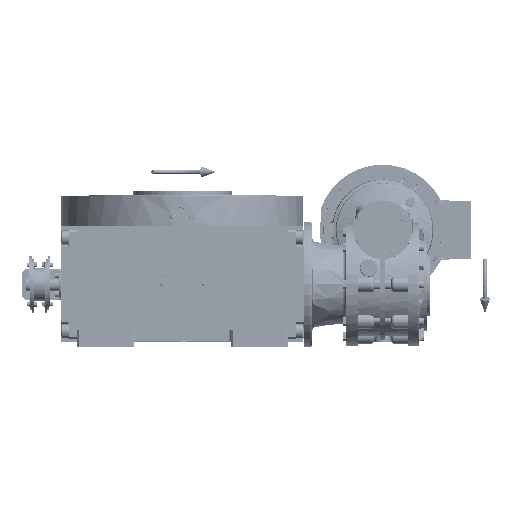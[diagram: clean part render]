
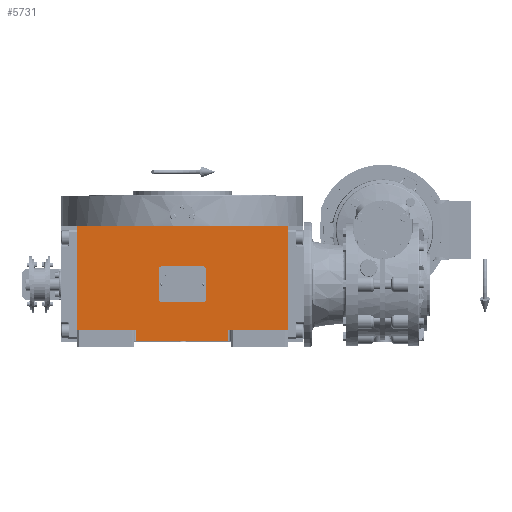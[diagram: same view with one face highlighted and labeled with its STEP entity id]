
A CAD part, top view. The second image highlights one B-rep face of the part: STEP entity #5731.
In plain terms, the highlighted planar face has unit normal (0, 0, 1).
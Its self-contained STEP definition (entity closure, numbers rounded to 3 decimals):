
#264 = CARTESIAN_POINT ( 'NONE',  ( 59., -59., 226. ) ) ;
#1151 = ORIENTED_EDGE ( 'NONE', *, *, #52744, .F. ) ;
#5731 = ADVANCED_FACE ( 'NONE', ( #51945 ), #135304, .T. ) ;
#9121 = EDGE_CURVE ( 'NONE', #104434, #119013, #162817, .T. ) ;
#11955 = EDGE_CURVE ( 'NONE', #22821, #170061, #82713, .T. ) ;
#16849 = VERTEX_POINT ( 'NONE', #108835 ) ;
#18181 = AXIS2_PLACEMENT_3D ( 'NONE', #65711, #162823, #91427 ) ;
#18558 = CARTESIAN_POINT ( 'NONE',  ( 135., -59., 226. ) ) ;
#18744 = CARTESIAN_POINT ( 'NONE',  ( -59., -73., 226. ) ) ;
#20444 = CARTESIAN_POINT ( 'NONE',  ( 135., 75., 226. ) ) ;
#21889 = CARTESIAN_POINT ( 'NONE',  ( 135., -59., 226. ) ) ;
#22821 = VERTEX_POINT ( 'NONE', #82485 ) ;
#28708 = ORIENTED_EDGE ( 'NONE', *, *, #143181, .F. ) ;
#33427 = EDGE_CURVE ( 'NONE', #22821, #148285, #167287, .T. ) ;
#33829 = EDGE_LOOP ( 'NONE', ( #155587, #121600, #125516, #40002, #28708, #1151, #112577, #130531 ) ) ;
#37522 = VECTOR ( 'NONE', #77492, 1000. ) ;
#38305 = VECTOR ( 'NONE', #111167, 1000. ) ;
#40002 = ORIENTED_EDGE ( 'NONE', *, *, #49252, .T. ) ;
#46942 = VERTEX_POINT ( 'NONE', #81279 ) ;
#47915 = LINE ( 'NONE', #173480, #125074 ) ;
#48008 = LINE ( 'NONE', #18744, #104567 ) ;
#49252 = EDGE_CURVE ( 'NONE', #148285, #122143, #144031, .T. ) ;
#51945 = FACE_OUTER_BOUND ( 'NONE', #33829, .T. ) ;
#52744 = EDGE_CURVE ( 'NONE', #104434, #46942, #47915, .T. ) ;
#52769 = CARTESIAN_POINT ( 'NONE',  ( -59., -59., 226. ) ) ;
#60764 = DIRECTION ( 'NONE',  ( 0., 1., 0. ) ) ;
#63007 = DIRECTION ( 'NONE',  ( 1., 0., 0. ) ) ;
#65711 = CARTESIAN_POINT ( 'NONE',  ( -135., -73., 226. ) ) ;
#73245 = CARTESIAN_POINT ( 'NONE',  ( -59., -73., 226. ) ) ;
#75703 = CARTESIAN_POINT ( 'NONE',  ( -135., 75., 226. ) ) ;
#77492 = DIRECTION ( 'NONE',  ( 1., 0., 0. ) ) ;
#81279 = CARTESIAN_POINT ( 'NONE',  ( -135., 75., 226. ) ) ;
#82485 = CARTESIAN_POINT ( 'NONE',  ( 59., -59., 226. ) ) ;
#82713 = LINE ( 'NONE', #264, #38305 ) ;
#83617 = VECTOR ( 'NONE', #116597, 1000. ) ;
#86237 = CARTESIAN_POINT ( 'NONE',  ( -135., -59., 226. ) ) ;
#91427 = DIRECTION ( 'NONE',  ( 1., 0., 0. ) ) ;
#93781 = VECTOR ( 'NONE', #150775, 1000. ) ;
#96418 = EDGE_CURVE ( 'NONE', #16849, #170061, #48008, .T. ) ;
#100778 = LINE ( 'NONE', #73245, #104707 ) ;
#103056 = DIRECTION ( 'NONE',  ( 1., 0., 0. ) ) ;
#104434 = VERTEX_POINT ( 'NONE', #86237 ) ;
#104567 = VECTOR ( 'NONE', #103056, 1000. ) ;
#104707 = VECTOR ( 'NONE', #129120, 1000. ) ;
#108835 = CARTESIAN_POINT ( 'NONE',  ( -59., -73., 226. ) ) ;
#111167 = DIRECTION ( 'NONE',  ( 0., -1., 0. ) ) ;
#112577 = ORIENTED_EDGE ( 'NONE', *, *, #9121, .T. ) ;
#116597 = DIRECTION ( 'NONE',  ( 0., 1., 0. ) ) ;
#119013 = VERTEX_POINT ( 'NONE', #52769 ) ;
#119640 = LINE ( 'NONE', #75703, #37522 ) ;
#120706 = CARTESIAN_POINT ( 'NONE',  ( -135., -59., 226. ) ) ;
#121600 = ORIENTED_EDGE ( 'NONE', *, *, #11955, .F. ) ;
#122143 = VERTEX_POINT ( 'NONE', #20444 ) ;
#125074 = VECTOR ( 'NONE', #60764, 1000. ) ;
#125516 = ORIENTED_EDGE ( 'NONE', *, *, #33427, .T. ) ;
#129120 = DIRECTION ( 'NONE',  ( 0., 1., 0. ) ) ;
#130531 = ORIENTED_EDGE ( 'NONE', *, *, #131989, .F. ) ;
#131989 = EDGE_CURVE ( 'NONE', #16849, #119013, #100778, .T. ) ;
#135304 = PLANE ( 'NONE',  #18181 ) ;
#143181 = EDGE_CURVE ( 'NONE', #46942, #122143, #119640, .T. ) ;
#143737 = VECTOR ( 'NONE', #63007, 1000. ) ;
#144031 = LINE ( 'NONE', #18558, #83617 ) ;
#148285 = VERTEX_POINT ( 'NONE', #21889 ) ;
#150775 = DIRECTION ( 'NONE',  ( 1., 0., 0. ) ) ;
#155587 = ORIENTED_EDGE ( 'NONE', *, *, #96418, .T. ) ;
#162817 = LINE ( 'NONE', #120706, #143737 ) ;
#162823 = DIRECTION ( 'NONE',  ( 0., 0., 1. ) ) ;
#164568 = CARTESIAN_POINT ( 'NONE',  ( 59., -59., 226. ) ) ;
#167287 = LINE ( 'NONE', #164568, #93781 ) ;
#169459 = CARTESIAN_POINT ( 'NONE',  ( 59., -73., 226. ) ) ;
#170061 = VERTEX_POINT ( 'NONE', #169459 ) ;
#173480 = CARTESIAN_POINT ( 'NONE',  ( -135., -59., 226. ) ) ;
